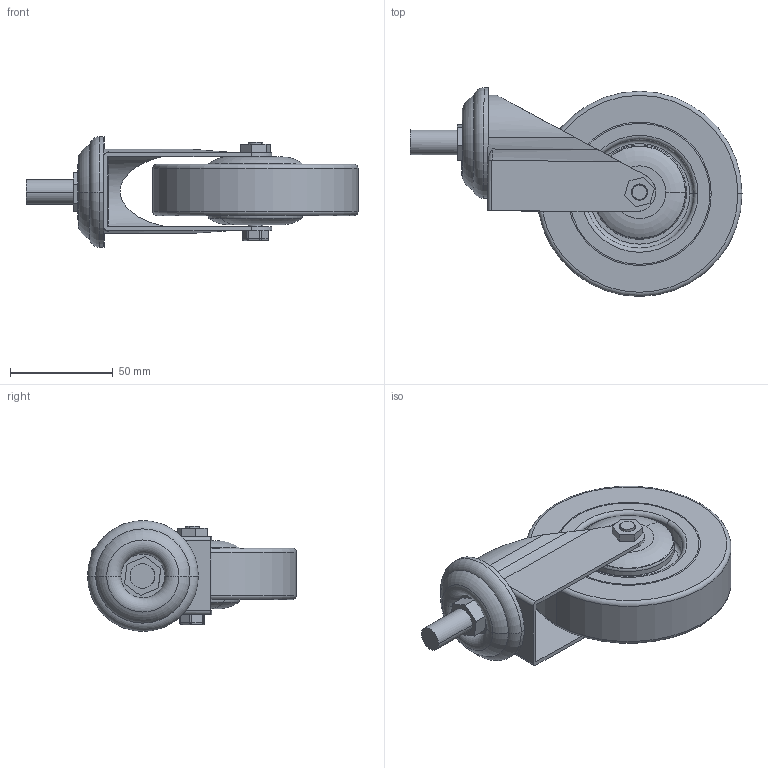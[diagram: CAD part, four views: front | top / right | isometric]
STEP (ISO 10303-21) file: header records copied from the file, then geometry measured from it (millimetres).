
FILE_DESCRIPTION (( 'STEP AP203' ), '1' );
FILE_NAME ('RSI936100.STEP', '2016-04-03T09:26:40', ( '' ), ( '' ), 'SwSTEP 2.0', 'SolidWorks 2014', '' );
FILE_SCHEMA (( 'CONFIG_CONTROL_DESIGN' ));
Length unit declared in the file: millimetre
Products named in the file (8): RSI936100; 膰錼勷; öèëèíäð; çàùèòà; 搿錓; 闃膼瘔; ïîäøèáíèê; ãàéêà
Assembly tree (8 placements, depth 2):
  RSI936100
    膰錼勷
    öèëèíäð
    çàùèòà  x2
    搿錓
    闃膼瘔
    ïîäøèáíèê
    ãàéêà
Bounding box: 161.86 x 101.84 x 54 mm (x, y, z)
Volume: 209866.7 mm3; surface area: 65162.6 mm2
Topology: 8 solids, 8 shells, 181 faces, 400 edges, 248 vertices
Faces by surface type: cylinder 72, plane 60, torus 42, sphere 7
Entity records: 5511 total; most frequent: DIRECTION 907, CARTESIAN_POINT 818, ORIENTED_EDGE 728, AXIS2_PLACEMENT_3D 379, EDGE_CURVE 364, VERTEX_POINT 226, CIRCLE 203, EDGE_LOOP 192
